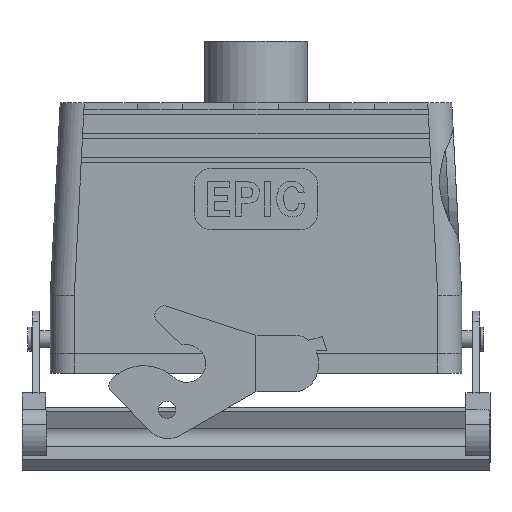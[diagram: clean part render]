
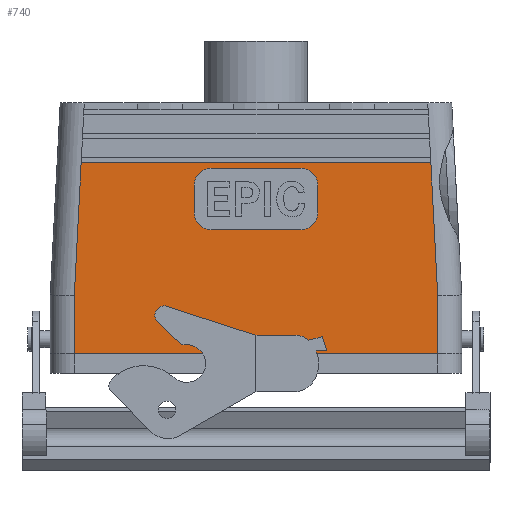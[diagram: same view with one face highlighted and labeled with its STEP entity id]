
A CAD part, front view. The second image highlights one B-rep face of the part: STEP entity #740.
In plain terms, the highlighted planar face has unit normal (0, -1, 0).
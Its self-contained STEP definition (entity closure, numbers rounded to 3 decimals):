
#740 = ADVANCED_FACE( '', ( #1505, #1506 ), #1507, .F. );
#1505 = FACE_OUTER_BOUND( '', #2272, .T. );
#1506 = FACE_BOUND( '', #2273, .T. );
#1507 = PLANE( '', #2274 );
#2272 = EDGE_LOOP( '', ( #4438, #4439, #4440, #4441, #4442, #4443 ) );
#2273 = EDGE_LOOP( '', ( #4444, #4445, #4446, #4447, #4448, #4449, #4450, #4451 ) );
#2274 = AXIS2_PLACEMENT_3D( '', #4452, #4453, #4454 );
#4438 = ORIENTED_EDGE( '', *, *, #5056, .T. );
#4439 = ORIENTED_EDGE( '', *, *, #4908, .T. );
#4440 = ORIENTED_EDGE( '', *, *, #5214, .F. );
#4441 = ORIENTED_EDGE( '', *, *, #5291, .F. );
#4442 = ORIENTED_EDGE( '', *, *, #4678, .F. );
#4443 = ORIENTED_EDGE( '', *, *, #5122, .T. );
#4444 = ORIENTED_EDGE( '', *, *, #4894, .T. );
#4445 = ORIENTED_EDGE( '', *, *, #5284, .T. );
#4446 = ORIENTED_EDGE( '', *, *, #5155, .T. );
#4447 = ORIENTED_EDGE( '', *, *, #4704, .T. );
#4448 = ORIENTED_EDGE( '', *, *, #4670, .T. );
#4449 = ORIENTED_EDGE( '', *, *, #5094, .T. );
#4450 = ORIENTED_EDGE( '', *, *, #5068, .T. );
#4451 = ORIENTED_EDGE( '', *, *, #5282, .T. );
#4452 = CARTESIAN_POINT( '', ( -60., -21.5, 20. ) );
#4453 = DIRECTION( '', ( 0., 1., 0. ) );
#4454 = DIRECTION( '', ( -1., 0., 0. ) );
#4670 = EDGE_CURVE( '', #5623, #5624, #5625, .T. );
#4678 = EDGE_CURVE( '', #5637, #5638, #5639, .T. );
#4704 = EDGE_CURVE( '', #5682, #5623, #5683, .T. );
#4894 = EDGE_CURVE( '', #5991, #5992, #5993, .T. );
#4908 = EDGE_CURVE( '', #6003, #6013, #6015, .T. );
#5056 = EDGE_CURVE( '', #6230, #6003, #6231, .T. );
#5068 = EDGE_CURVE( '', #6244, #6245, #6246, .T. );
#5094 = EDGE_CURVE( '', #5624, #6244, #6280, .T. );
#5122 = EDGE_CURVE( '', #5637, #6230, #6314, .F. );
#5155 = EDGE_CURVE( '', #6352, #5682, #6353, .T. );
#5214 = EDGE_CURVE( '', #6418, #6013, #6420, .T. );
#5282 = EDGE_CURVE( '', #6245, #5991, #6494, .T. );
#5284 = EDGE_CURVE( '', #5992, #6352, #6496, .T. );
#5291 = EDGE_CURVE( '', #5638, #6418, #6503, .F. );
#5623 = VERTEX_POINT( '', #7066 );
#5624 = VERTEX_POINT( '', #7067 );
#5625 = CIRCLE( '', #7068, 5. );
#5637 = VERTEX_POINT( '', #7082 );
#5638 = VERTEX_POINT( '', #7083 );
#5639 = LINE( '', #7084, #7085 );
#5682 = VERTEX_POINT( '', #7144 );
#5683 = LINE( '', #7145, #7146 );
#5991 = VERTEX_POINT( '', #7677 );
#5992 = VERTEX_POINT( '', #7678 );
#5993 = CIRCLE( '', #7679, 5. );
#6003 = VERTEX_POINT( '', #7693 );
#6013 = VERTEX_POINT( '', #7705 );
#6015 = LINE( '', #7707, #7708 );
#6230 = VERTEX_POINT( '', #8031 );
#6231 = LINE( '', #8032, #8033 );
#6244 = VERTEX_POINT( '', #8051 );
#6245 = VERTEX_POINT( '', #8052 );
#6246 = CIRCLE( '', #8053, 5. );
#6280 = LINE( '', #8100, #8101 );
#6314 = LINE( '', #8148, #8149 );
#6352 = VERTEX_POINT( '', #8205 );
#6353 = CIRCLE( '', #8206, 5. );
#6418 = VERTEX_POINT( '', #8296 );
#6420 = LINE( '', #8298, #8299 );
#6494 = LINE( '', #8397, #8398 );
#6496 = LINE( '', #8400, #8401 );
#6503 = LINE( '', #8408, #8409 );
#7066 = CARTESIAN_POINT( '', ( 18., -21.5, 44. ) );
#7067 = CARTESIAN_POINT( '', ( 13., -21.5, 39. ) );
#7068 = AXIS2_PLACEMENT_3D( '', #8633, #8634, #8635 );
#7082 = CARTESIAN_POINT( '', ( -50.997, -21.5, 58.5 ) );
#7083 = CARTESIAN_POINT( '', ( 50.997, -21.5, 58.5 ) );
#7084 = CARTESIAN_POINT( '', ( -50.997, -21.5, 58.5 ) );
#7085 = VECTOR( '', #8647, 1000. );
#7144 = CARTESIAN_POINT( '', ( 18., -21.5, 52. ) );
#7145 = CARTESIAN_POINT( '', ( 18., -21.5, 52. ) );
#7146 = VECTOR( '', #8675, 1000. );
#7677 = CARTESIAN_POINT( '', ( -18., -21.5, 52. ) );
#7678 = CARTESIAN_POINT( '', ( -13., -21.5, 57. ) );
#7679 = AXIS2_PLACEMENT_3D( '', #8871, #8872, #8873 );
#7693 = CARTESIAN_POINT( '', ( -53., -21.5, 2.8 ) );
#7705 = CARTESIAN_POINT( '', ( 53., -21.5, 2.8 ) );
#7707 = CARTESIAN_POINT( '', ( -60., -21.5, 2.8 ) );
#7708 = VECTOR( '', #8895, 1000. );
#8031 = CARTESIAN_POINT( '', ( -53., -21.5, 19.819 ) );
#8032 = CARTESIAN_POINT( '', ( -53., -21.5, 20. ) );
#8033 = VECTOR( '', #9044, 1000. );
#8051 = CARTESIAN_POINT( '', ( -13., -21.5, 39. ) );
#8052 = CARTESIAN_POINT( '', ( -18., -21.5, 44. ) );
#8053 = AXIS2_PLACEMENT_3D( '', #9052, #9053, #9054 );
#8100 = CARTESIAN_POINT( '', ( 13., -21.5, 39. ) );
#8101 = VECTOR( '', #9080, 1000. );
#8148 = CARTESIAN_POINT( '', ( -53.009, -21.5, 19.638 ) );
#8149 = VECTOR( '', #9112, 1000. );
#8205 = CARTESIAN_POINT( '', ( 13., -21.5, 57. ) );
#8206 = AXIS2_PLACEMENT_3D( '', #9136, #9137, #9138 );
#8296 = CARTESIAN_POINT( '', ( 53., -21.5, 19.819 ) );
#8298 = CARTESIAN_POINT( '', ( 53., -21.5, 20. ) );
#8299 = VECTOR( '', #9197, 1000. );
#8397 = CARTESIAN_POINT( '', ( -18., -21.5, 44. ) );
#8398 = VECTOR( '', #9231, 1000. );
#8400 = CARTESIAN_POINT( '', ( -13., -21.5, 57. ) );
#8401 = VECTOR( '', #9232, 1000. );
#8408 = CARTESIAN_POINT( '', ( 53.009, -21.5, 19.638 ) );
#8409 = VECTOR( '', #9236, 1000. );
#8633 = CARTESIAN_POINT( '', ( 13., -21.5, 44. ) );
#8634 = DIRECTION( '', ( 0., 1., 0. ) );
#8635 = DIRECTION( '', ( 1., 0., 0. ) );
#8647 = DIRECTION( '', ( 1., 0., 0. ) );
#8675 = DIRECTION( '', ( 0., 0., -1. ) );
#8871 = CARTESIAN_POINT( '', ( -13., -21.5, 52. ) );
#8872 = DIRECTION( '', ( 0., 1., 0. ) );
#8873 = DIRECTION( '', ( 1., 0., 0. ) );
#8895 = DIRECTION( '', ( 1., 0., 0. ) );
#9044 = DIRECTION( '', ( 0., 0., -1. ) );
#9052 = CARTESIAN_POINT( '', ( -13., -21.5, 44. ) );
#9053 = DIRECTION( '', ( 0., 1., 0. ) );
#9054 = DIRECTION( '', ( 1., 0., 0. ) );
#9080 = DIRECTION( '', ( -1., 0., 0. ) );
#9112 = DIRECTION( '', ( 0.052, 0., 0.999 ) );
#9136 = CARTESIAN_POINT( '', ( 13., -21.5, 52. ) );
#9137 = DIRECTION( '', ( 0., 1., 0. ) );
#9138 = DIRECTION( '', ( -1., 0., 0. ) );
#9197 = DIRECTION( '', ( 0., 0., -1. ) );
#9231 = DIRECTION( '', ( 0., 0., 1. ) );
#9232 = DIRECTION( '', ( 1., 0., 0. ) );
#9236 = DIRECTION( '', ( -0.052, 0., 0.999 ) );
